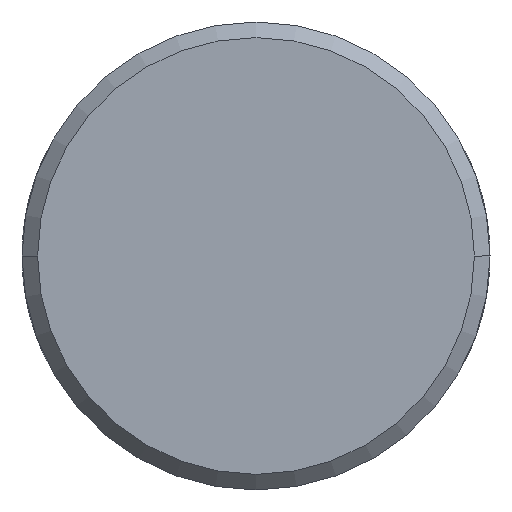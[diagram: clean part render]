
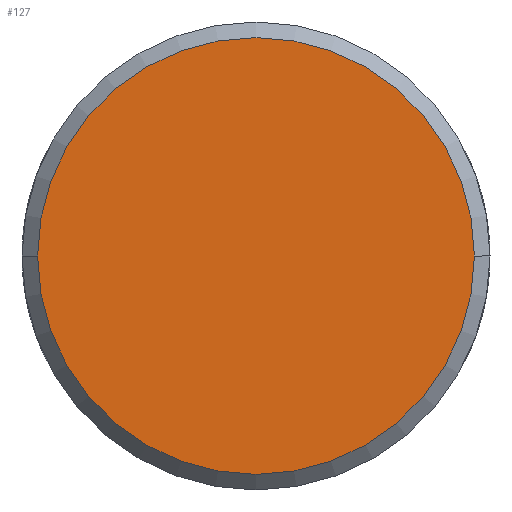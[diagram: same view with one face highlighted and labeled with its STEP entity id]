
A CAD part, left-side view. The second image highlights one B-rep face of the part: STEP entity #127.
In plain terms, the highlighted planar face has unit normal (-1, 0, 0).
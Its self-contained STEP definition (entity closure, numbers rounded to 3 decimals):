
#107=AXIS2_PLACEMENT_3D('Plane Axis2P3D',#104,#105,#106) ;
#111=AXIS2_PLACEMENT_3D('Circle Axis2P3D',#109,#110,$) ;
#120=AXIS2_PLACEMENT_3D('Circle Axis2P3D',#118,#119,$) ;
#104=CARTESIAN_POINT('Axis2P3D Location',(-50.,0.,0.)) ;
#109=CARTESIAN_POINT('Axis2P3D Location',(-50.,0.,0.)) ;
#113=CARTESIAN_POINT('Vertex',(-50.,-2.8,0.)) ;
#115=CARTESIAN_POINT('Vertex',(-50.,2.8,0.)) ;
#118=CARTESIAN_POINT('Axis2P3D Location',(-50.,0.,0.)) ;
#105=DIRECTION('Axis2P3D Direction',(1.,0.,0.)) ;
#106=DIRECTION('Axis2P3D XDirection',(0.,1.,0.)) ;
#110=DIRECTION('Axis2P3D Direction',(1.,0.,0.)) ;
#119=DIRECTION('Axis2P3D Direction',(1.,0.,0.)) ;
#124=ORIENTED_EDGE('',*,*,#117,.F.) ;
#125=ORIENTED_EDGE('',*,*,#122,.F.) ;
#127=ADVANCED_FACE('PartBody',(#126),#108,.F.) ;
#112=CIRCLE('generated circle',#111,2.8) ;
#121=CIRCLE('generated circle',#120,2.8) ;
#117=EDGE_CURVE('',#114,#116,#112,.T.) ;
#122=EDGE_CURVE('',#116,#114,#121,.T.) ;
#123=EDGE_LOOP('',(#124,#125)) ;
#126=FACE_OUTER_BOUND('',#123,.T.) ;
#108=PLANE('',#107) ;
#114=VERTEX_POINT('',#113) ;
#116=VERTEX_POINT('',#115) ;
